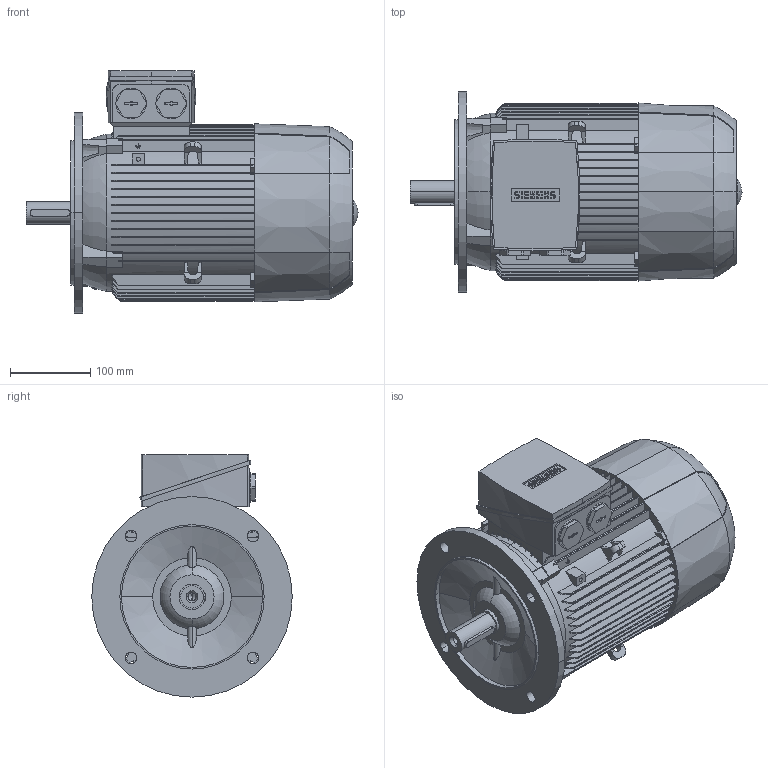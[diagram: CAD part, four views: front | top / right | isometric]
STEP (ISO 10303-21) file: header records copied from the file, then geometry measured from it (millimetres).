
FILE_DESCRIPTION(('STEP AP214'),'1');
FILE_NAME('cctmp_ED026C0B-07C1-4EED-BAFC-D1CE4DD45B2A_2023_06_26_14_40_04_0389..stp','2023-06-26T12:40:05',('SIEMENS A&D'),('CADClick - www.CADClick.com'),'Spatial InterOp 3D',' ','unknown authorization');
FILE_SCHEMA(('AUTOMOTIVE_DESIGN'));
Length unit declared in the file: millimetre
Products named in the file (1): 2023_06_26_14_40_04_0374
Bounding box: 414 x 250 x 302 mm (x, y, z)
Volume: 12397733.5 mm3; surface area: 595461.1 mm2
Topology: 1 solids, 1 shells, 822 faces, 2324 edges, 1534 vertices
Faces by surface type: plane 471, cylinder 207, torus 120, cone 24
Entity records: 38374 total; most frequent: CARTESIAN_POINT 10674, ORIENTED_EDGE 4640, DIRECTION 4165, EDGE_CURVE 2320, VERTEX_POINT 1534, AXIS2_PLACEMENT_3D 1412, LINE 1341, VECTOR 1341
